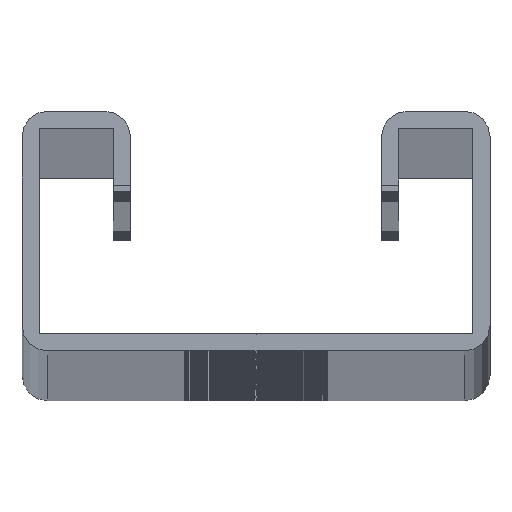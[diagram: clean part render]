
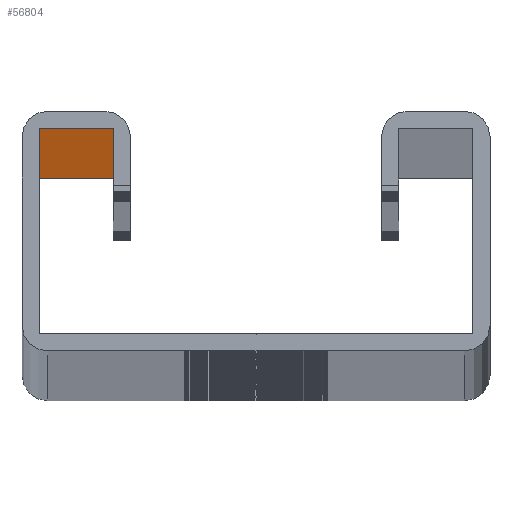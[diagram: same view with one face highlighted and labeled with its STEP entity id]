
A CAD part, top view. The second image highlights one B-rep face of the part: STEP entity #56804.
In plain terms, the highlighted planar face has unit normal (0, -1, 0).
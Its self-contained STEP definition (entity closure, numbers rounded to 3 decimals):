
#317 = AXIS2_PLACEMENT_3D ( 'NONE', #29991, #39358, #20821 ) ;
#6215 = VECTOR ( 'NONE', #44527, 1000. ) ;
#7139 = ORIENTED_EDGE ( 'NONE', *, *, #31546, .T. ) ;
#7910 = DIRECTION ( 'NONE',  ( 1., 0., 0. ) ) ;
#9148 = CARTESIAN_POINT ( 'NONE',  ( -19., 19.5, -2500. ) ) ;
#10107 = VERTEX_POINT ( 'NONE', #17514 ) ;
#14895 = FACE_OUTER_BOUND ( 'NONE', #50347, .T. ) ;
#16463 = DIRECTION ( 'NONE',  ( 1., 0., 0. ) ) ;
#17514 = CARTESIAN_POINT ( 'NONE',  ( -19., 19.5, 0. ) ) ;
#18633 = LINE ( 'NONE', #49891, #6215 ) ;
#19003 = CARTESIAN_POINT ( 'NONE',  ( -19., 19.5, -1250. ) ) ;
#19129 = VECTOR ( 'NONE', #7910, 1000. ) ;
#20302 = CARTESIAN_POINT ( 'NONE',  ( -12.5, 19.5, 0. ) ) ;
#20821 = DIRECTION ( 'NONE',  ( 0., 0., -1. ) ) ;
#22658 = EDGE_CURVE ( 'NONE', #35540, #50826, #18633, .T. ) ;
#24473 = EDGE_CURVE ( 'NONE', #10107, #54816, #40414, .T. ) ;
#25639 = CARTESIAN_POINT ( 'NONE',  ( 0., 19.5, 0. ) ) ;
#25820 = VECTOR ( 'NONE', #37318, 1000. ) ;
#27910 = LINE ( 'NONE', #39956, #19129 ) ;
#29991 = CARTESIAN_POINT ( 'NONE',  ( -20.5, 19.5, -1250. ) ) ;
#31546 = EDGE_CURVE ( 'NONE', #54816, #50826, #27910, .T. ) ;
#35540 = VERTEX_POINT ( 'NONE', #20302 ) ;
#37318 = DIRECTION ( 'NONE',  ( 0., 0., -1. ) ) ;
#39358 = DIRECTION ( 'NONE',  ( 0., -1., 0. ) ) ;
#39956 = CARTESIAN_POINT ( 'NONE',  ( -20.5, 19.5, -2500. ) ) ;
#40414 = LINE ( 'NONE', #19003, #25820 ) ;
#43107 = VECTOR ( 'NONE', #16463, 1000. ) ;
#44527 = DIRECTION ( 'NONE',  ( 0., 0., -1. ) ) ;
#49891 = CARTESIAN_POINT ( 'NONE',  ( -12.5, 19.5, -1250. ) ) ;
#50340 = ORIENTED_EDGE ( 'NONE', *, *, #60541, .F. ) ;
#50347 = EDGE_LOOP ( 'NONE', ( #50340, #54980, #7139, #56319 ) ) ;
#50826 = VERTEX_POINT ( 'NONE', #59383 ) ;
#54816 = VERTEX_POINT ( 'NONE', #9148 ) ;
#54980 = ORIENTED_EDGE ( 'NONE', *, *, #24473, .T. ) ;
#55606 = LINE ( 'NONE', #25639, #43107 ) ;
#56319 = ORIENTED_EDGE ( 'NONE', *, *, #22658, .F. ) ;
#56804 = ADVANCED_FACE ( 'NONE', ( #14895 ), #57167, .T. ) ;
#57167 = PLANE ( 'NONE',  #317 ) ;
#59383 = CARTESIAN_POINT ( 'NONE',  ( -12.5, 19.5, -2500. ) ) ;
#60541 = EDGE_CURVE ( 'NONE', #10107, #35540, #55606, .T. ) ;
